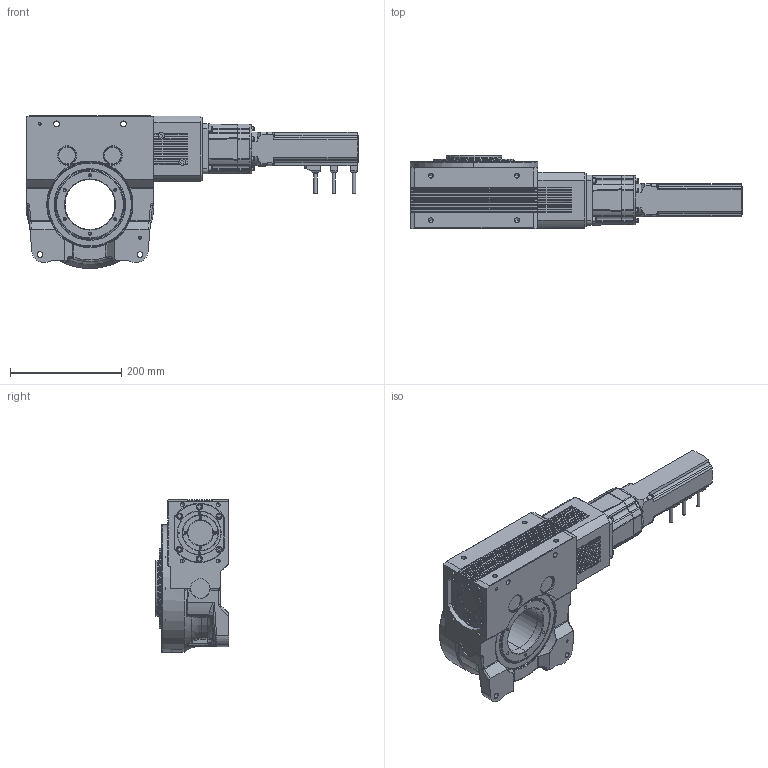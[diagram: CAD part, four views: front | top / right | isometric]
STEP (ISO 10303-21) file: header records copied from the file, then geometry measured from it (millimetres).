
FILE_DESCRIPTION (( 'STEP AP203' ), '1' );
FILE_NAME ('RGV109V4687.STEP', '2023-06-20T06:35:19', ( '' ), ( '' ), 'SwSTEP 2.0', 'SolidWorks 2021', '' );
FILE_SCHEMA (( 'CONFIG_CONTROL_DESIGN' ));
Length unit declared in the file: millimetre
Products named in the file (1): RGV109V4687
Bounding box: 597 x 132 x 275.05 mm (x, y, z)
Volume: 7674047.2 mm3; surface area: 446594.5 mm2
Topology: 1 solids, 1 shells, 1914 faces, 4841 edges, 3002 vertices
Faces by surface type: plane 884, cylinder 604, cone 251, bspline 139, torus 20, sphere 16
Entity records: 65134 total; most frequent: CARTESIAN_POINT 19772, ORIENTED_EDGE 9474, DIRECTION 9428, EDGE_CURVE 4737, AXIS2_PLACEMENT_3D 3348, VERTEX_POINT 3002, VECTOR 2732, LINE 2732
